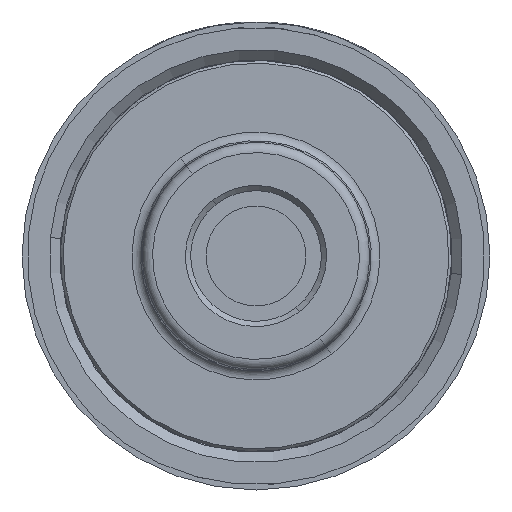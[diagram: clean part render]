
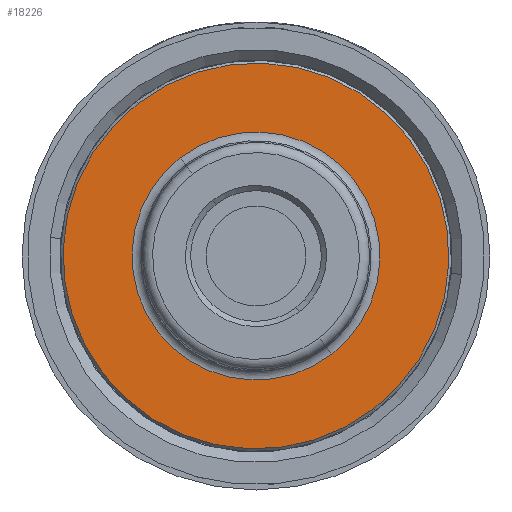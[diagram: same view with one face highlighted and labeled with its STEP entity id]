
A CAD part, left-side view. The second image highlights one B-rep face of the part: STEP entity #18226.
In plain terms, the highlighted planar face has unit normal (-1, 0, 0).
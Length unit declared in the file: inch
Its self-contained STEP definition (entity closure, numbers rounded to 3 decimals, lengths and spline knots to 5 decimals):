
#85 = CARTESIAN_POINT ( 'NONE',  ( -2.849, -0.14493, -0.18776 ) ) ;
#277 = DIRECTION ( 'NONE',  ( 0., 0.611, 0.792 ) ) ;
#393 = DIRECTION ( 'NONE',  ( -1., 0., 0. ) ) ;
#838 = CARTESIAN_POINT ( 'NONE',  ( -2.849, 0., 0. ) ) ;
#2646 = CARTESIAN_POINT ( 'NONE',  ( -2.849, 0., 0. ) ) ;
#4742 = DIRECTION ( 'NONE',  ( 0., 0.611, 0.792 ) ) ;
#4753 = CARTESIAN_POINT ( 'NONE',  ( -2.849, 0., 0. ) ) ;
#4923 = CIRCLE ( 'NONE', #22745, 0.23719 ) ;
#5045 = FACE_BOUND ( 'NONE', #29552, .T. ) ;
#5252 = ORIENTED_EDGE ( 'NONE', *, *, #29604, .T. ) ;
#5436 = ORIENTED_EDGE ( 'NONE', *, *, #20467, .T. ) ;
#6034 = EDGE_CURVE ( 'NONE', #16445, #11962, #4923, .T. ) ;
#6330 = AXIS2_PLACEMENT_3D ( 'NONE', #838, #11829, #4742 ) ;
#6906 = CARTESIAN_POINT ( 'NONE',  ( -2.849, 0., 0. ) ) ;
#7262 = AXIS2_PLACEMENT_3D ( 'NONE', #16962, #393, #21161 ) ;
#7474 = DIRECTION ( 'NONE',  ( -1., 0., 0. ) ) ;
#7756 = FACE_OUTER_BOUND ( 'NONE', #9028, .T. ) ;
#7775 = CIRCLE ( 'NONE', #22215, 0.36902 ) ;
#8385 = AXIS2_PLACEMENT_3D ( 'NONE', #2646, #13930, #19058 ) ;
#9028 = EDGE_LOOP ( 'NONE', ( #5252, #5436 ) ) ;
#10800 = VERTEX_POINT ( 'NONE', #21325 ) ;
#11829 = DIRECTION ( 'NONE',  ( -1., 0., 0. ) ) ;
#11962 = VERTEX_POINT ( 'NONE', #85 ) ;
#12649 = VERTEX_POINT ( 'NONE', #26602 ) ;
#12845 = ORIENTED_EDGE ( 'NONE', *, *, #6034, .T. ) ;
#13930 = DIRECTION ( 'NONE',  ( 1., 0., 0. ) ) ;
#16445 = VERTEX_POINT ( 'NONE', #23349 ) ;
#16459 = ORIENTED_EDGE ( 'NONE', *, *, #23746, .T. ) ;
#16962 = CARTESIAN_POINT ( 'NONE',  ( -2.849, 0., 0. ) ) ;
#17546 = CIRCLE ( 'NONE', #8385, 0.23719 ) ;
#18226 = ADVANCED_FACE ( 'NONE', ( #7756, #5045 ), #18920, .T. ) ;
#18358 = CIRCLE ( 'NONE', #6330, 0.36902 ) ;
#18920 = PLANE ( 'NONE',  #7262 ) ;
#19058 = DIRECTION ( 'NONE',  ( 0., 0.611, 0.792 ) ) ;
#20467 = EDGE_CURVE ( 'NONE', #12649, #10800, #7775, .T. ) ;
#21161 = DIRECTION ( 'NONE',  ( 0., 0.611, 0.792 ) ) ;
#21325 = CARTESIAN_POINT ( 'NONE',  ( -2.849, -0.22548, -0.29212 ) ) ;
#22215 = AXIS2_PLACEMENT_3D ( 'NONE', #4753, #7474, #28264 ) ;
#22745 = AXIS2_PLACEMENT_3D ( 'NONE', #6906, #23588, #277 ) ;
#23349 = CARTESIAN_POINT ( 'NONE',  ( -2.849, 0.14493, 0.18776 ) ) ;
#23588 = DIRECTION ( 'NONE',  ( 1., 0., 0. ) ) ;
#23746 = EDGE_CURVE ( 'NONE', #11962, #16445, #17546, .T. ) ;
#26602 = CARTESIAN_POINT ( 'NONE',  ( -2.849, 0.22548, 0.29212 ) ) ;
#28264 = DIRECTION ( 'NONE',  ( 0., 0.611, 0.792 ) ) ;
#29552 = EDGE_LOOP ( 'NONE', ( #12845, #16459 ) ) ;
#29604 = EDGE_CURVE ( 'NONE', #10800, #12649, #18358, .T. ) ;
